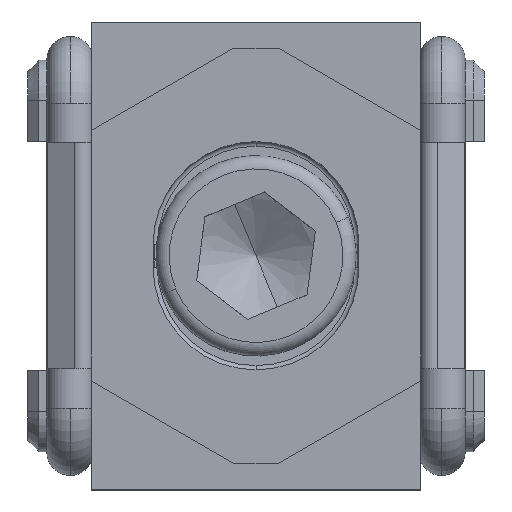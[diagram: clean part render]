
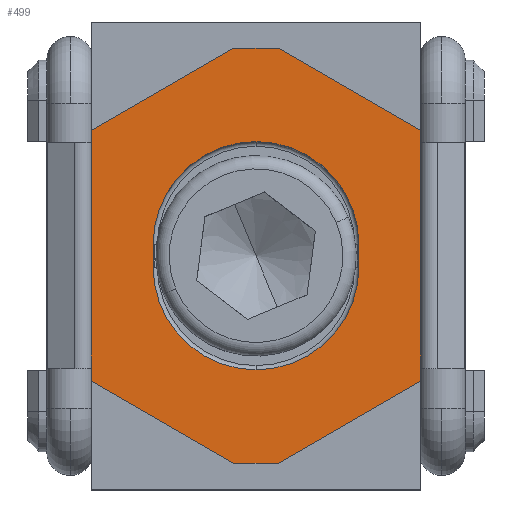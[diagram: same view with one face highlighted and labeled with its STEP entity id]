
A CAD part, top view. The second image highlights one B-rep face of the part: STEP entity #499.
In plain terms, the highlighted planar face has unit normal (0, 0, 1).
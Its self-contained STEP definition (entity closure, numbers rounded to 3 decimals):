
#499=ADVANCED_FACE('',(#1116,#1117),#1118,.T.);
#1116=FACE_OUTER_BOUND('',#1911,.T.);
#1117=FACE_BOUND('',#1912,.T.);
#1118=PLANE('',#1913);
#1911=EDGE_LOOP('',(#3103,#3104,#3105,#3106,#3107,#3108,#3109,#3110));
#1912=EDGE_LOOP('',(#3111,#3112,#3113,#3114));
#1913=AXIS2_PLACEMENT_3D('',#3115,#3116,#3117);
#3103=ORIENTED_EDGE('',*,*,#4921,.T.);
#3104=ORIENTED_EDGE('',*,*,#4922,.F.);
#3105=ORIENTED_EDGE('',*,*,#4923,.T.);
#3106=ORIENTED_EDGE('',*,*,#4924,.F.);
#3107=ORIENTED_EDGE('',*,*,#4925,.T.);
#3108=ORIENTED_EDGE('',*,*,#4926,.F.);
#3109=ORIENTED_EDGE('',*,*,#4927,.T.);
#3110=ORIENTED_EDGE('',*,*,#4928,.F.);
#3111=ORIENTED_EDGE('',*,*,#4929,.T.);
#3112=ORIENTED_EDGE('',*,*,#4930,.T.);
#3113=ORIENTED_EDGE('',*,*,#4931,.T.);
#3114=ORIENTED_EDGE('',*,*,#4932,.T.);
#3115=CARTESIAN_POINT('',(0.,0.,25.8));
#3116=DIRECTION('',(0.0,-0.0,1.0));
#3117=DIRECTION('',(0.0,1.0,0.0));
#4921=EDGE_CURVE('',#5927,#5928,#5929,.T.);
#4922=EDGE_CURVE('',#5930,#5928,#5931,.T.);
#4923=EDGE_CURVE('',#5930,#5932,#5933,.T.);
#4924=EDGE_CURVE('',#5934,#5932,#5935,.T.);
#4925=EDGE_CURVE('',#5934,#5936,#5937,.T.);
#4926=EDGE_CURVE('',#5938,#5936,#5939,.T.);
#4927=EDGE_CURVE('',#5938,#5940,#5941,.T.);
#4928=EDGE_CURVE('',#5927,#5940,#5942,.T.);
#4929=EDGE_CURVE('',#5943,#5944,#5945,.T.);
#4930=EDGE_CURVE('',#5944,#5946,#5947,.T.);
#4931=EDGE_CURVE('',#5946,#5948,#5949,.T.);
#4932=EDGE_CURVE('',#5948,#5943,#5950,.T.);
#5927=VERTEX_POINT('',#7393);
#5928=VERTEX_POINT('',#7394);
#5929=LINE('',#7395,#7396);
#5930=VERTEX_POINT('',#7397);
#5931=LINE('',#7398,#7399);
#5932=VERTEX_POINT('',#7400);
#5933=LINE('',#7401,#7402);
#5934=VERTEX_POINT('',#7403);
#5935=LINE('',#7404,#7405);
#5936=VERTEX_POINT('',#7406);
#5937=LINE('',#7407,#7408);
#5938=VERTEX_POINT('',#7409);
#5939=LINE('',#7410,#7411);
#5940=VERTEX_POINT('',#7412);
#5941=LINE('',#7413,#7414);
#5942=LINE('',#7415,#7416);
#5943=VERTEX_POINT('',#7417);
#5944=VERTEX_POINT('',#7418);
#5945=CIRCLE('',#7419,9.25);
#5946=VERTEX_POINT('',#7420);
#5947=LINE('',#7421,#7422);
#5948=VERTEX_POINT('',#7423);
#5949=CIRCLE('',#7424,9.25);
#5950=LINE('',#7425,#7426);
#7393=CARTESIAN_POINT('',(-2.,18.65,25.8));
#7394=CARTESIAN_POINT('',(-14.8,11.26,25.8));
#7395=CARTESIAN_POINT('',(-2.,18.65,25.8));
#7396=VECTOR('',#8826,14.78);
#7397=CARTESIAN_POINT('',(-14.8,-11.26,25.8));
#7398=CARTESIAN_POINT('',(-14.8,-11.26,25.8));
#7399=VECTOR('',#8827,22.52);
#7400=CARTESIAN_POINT('',(-2.,-18.65,25.8));
#7401=CARTESIAN_POINT('',(-14.8,-11.26,25.8));
#7402=VECTOR('',#8828,14.78);
#7403=CARTESIAN_POINT('',(2.,-18.65,25.8));
#7404=CARTESIAN_POINT('',(2.,-18.65,25.8));
#7405=VECTOR('',#8829,4.0);
#7406=CARTESIAN_POINT('',(14.8,-11.26,25.8));
#7407=CARTESIAN_POINT('',(2.,-18.65,25.8));
#7408=VECTOR('',#8830,14.78);
#7409=CARTESIAN_POINT('',(14.8,11.26,25.8));
#7410=CARTESIAN_POINT('',(14.8,11.26,25.8));
#7411=VECTOR('',#8831,22.52);
#7412=CARTESIAN_POINT('',(2.,18.65,25.8));
#7413=CARTESIAN_POINT('',(14.8,11.26,25.8));
#7414=VECTOR('',#8832,14.78);
#7415=CARTESIAN_POINT('',(-2.,18.65,25.8));
#7416=VECTOR('',#8833,4.0);
#7417=CARTESIAN_POINT('',(-9.25,1.,25.8));
#7418=CARTESIAN_POINT('',(9.25,1.,25.8));
#7419=AXIS2_PLACEMENT_3D('',#8834,#8835,#8836);
#7420=CARTESIAN_POINT('',(9.25,-1.,25.8));
#7421=CARTESIAN_POINT('',(9.25,1.,25.8));
#7422=VECTOR('',#8837,2.0);
#7423=CARTESIAN_POINT('',(-9.25,-1.,25.8));
#7424=AXIS2_PLACEMENT_3D('',#8838,#8839,#8840);
#7425=CARTESIAN_POINT('',(-9.25,-1.,25.8));
#7426=VECTOR('',#8841,2.0);
#8826=DIRECTION('',(-0.866,-0.5,0.0));
#8827=DIRECTION('',(0.0,1.0,0.0));
#8828=DIRECTION('',(0.866,-0.5,0.0));
#8829=DIRECTION('',(-1.0,0.0,0.0));
#8830=DIRECTION('',(0.866,0.5,0.0));
#8831=DIRECTION('',(0.0,-1.0,0.0));
#8832=DIRECTION('',(-0.866,0.5,0.0));
#8833=DIRECTION('',(1.0,0.0,0.0));
#8834=CARTESIAN_POINT('',(0.,1.,25.8));
#8835=DIRECTION('',(0.0,0.0,-1.0));
#8836=DIRECTION('',(1.0,0.0,0.0));
#8837=DIRECTION('',(0.0,-1.0,0.0));
#8838=CARTESIAN_POINT('',(0.,-1.,25.8));
#8839=DIRECTION('',(0.0,0.0,-1.0));
#8840=DIRECTION('',(-1.0,0.0,0.0));
#8841=DIRECTION('',(0.0,1.0,0.0));
